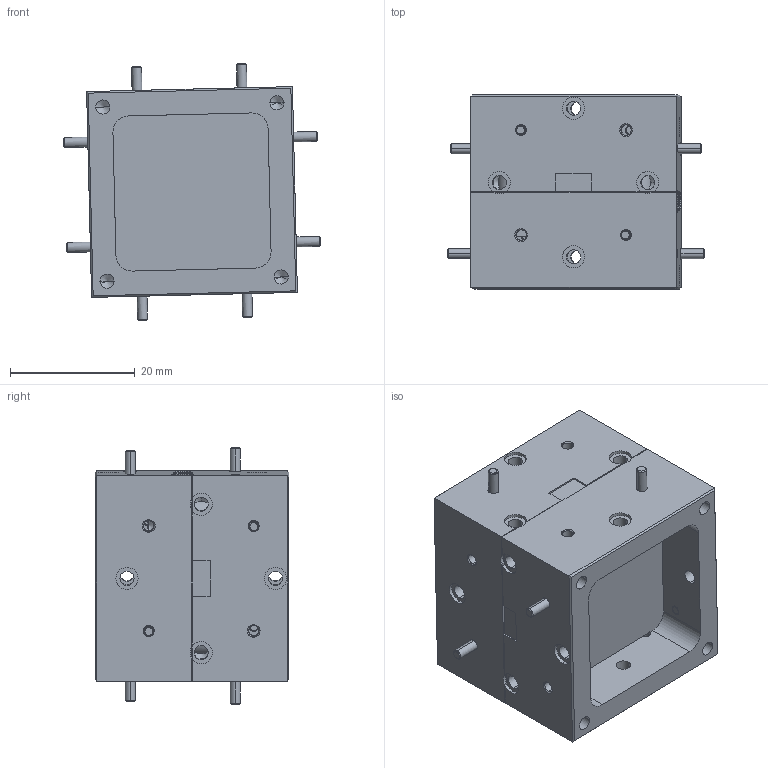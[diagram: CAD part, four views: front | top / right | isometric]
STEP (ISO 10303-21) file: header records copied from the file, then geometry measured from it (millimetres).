
FILE_DESCRIPTION (( 'STEP AP203' ), '1' );
FILE_NAME ('WX-BQ-4, Defeatured.STEP', '2022-11-30T23:36:58', ( '' ), ( '' ), 'SwSTEP 2.0', 'SolidWorks 2021', '' );
FILE_SCHEMA (( 'CONFIG_CONTROL_DESIGN' ));
Length unit declared in the file: inch
Products named in the file (1): WX-BQ-4, Defeatured
Bounding box: 41.19 x 31.11 x 41.19 mm (x, y, z)
Volume: 22845.2 mm3; surface area: 10715.5 mm2
Topology: 7 solids, 7 shells, 479 faces, 1147 edges, 684 vertices
Faces by surface type: cylinder 193, cone 156, plane 130
Entity records: 14134 total; most frequent: CARTESIAN_POINT 2783, DIRECTION 2509, ORIENTED_EDGE 2222, EDGE_CURVE 1111, AXIS2_PLACEMENT_3D 978, VERTEX_POINT 684, EDGE_LOOP 565, LINE 553
